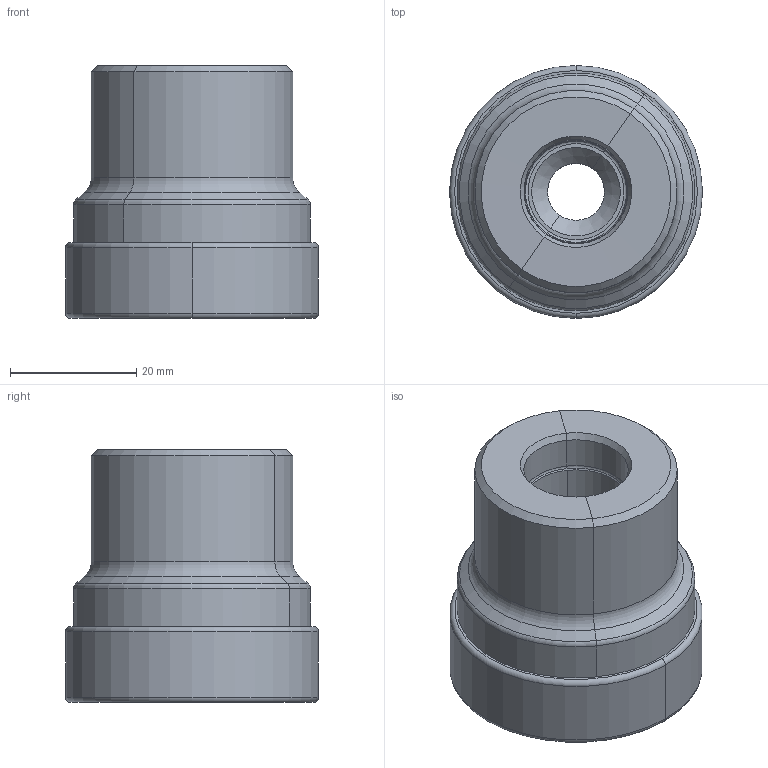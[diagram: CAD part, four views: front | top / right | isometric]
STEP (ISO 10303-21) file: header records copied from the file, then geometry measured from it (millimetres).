
FILE_DESCRIPTION((''),'2;1');
FILE_NAME('607041155-000-00-E43','2019-12-10T15:31:48',('bernerhp'),(''),'CREO PARAMETRIC BY PTC INC, 2019030','CREO PARAMETRIC BY PTC INC, 2019030','');
FILE_SCHEMA(('AP242_MANAGED_MODEL_BASED_3D_ENGINEERING_MIM_LF { 1 0 10303 442 1 1 4 }'));
Length unit declared in the file: millimetre
Products named in the file (1): 607041155-000-00-E43
Bounding box: 40 x 40 x 40 mm (x, y, z)
Volume: 33051.9 mm3; surface area: 8161.1 mm2
Topology: 1 solids, 1 shells, 55 faces, 200 edges, 156 vertices
Faces by surface type: cylinder 18, cone 16, torus 16, plane 5
Entity records: 2963 total; most frequent: DIRECTION 418, CARTESIAN_POINT 323, ORIENTED_EDGE 220, PRESENTATION_STYLE_ASSIGNMENT 216, STYLED_ITEM 204, CURVE_STYLE 203, AXIS2_PLACEMENT_3D 159, EDGE_CURVE 110
